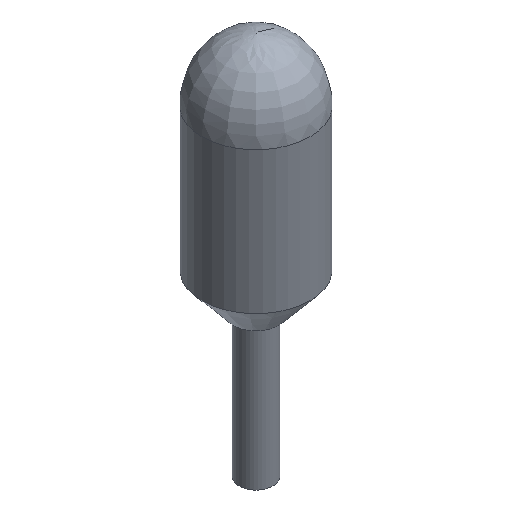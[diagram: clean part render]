
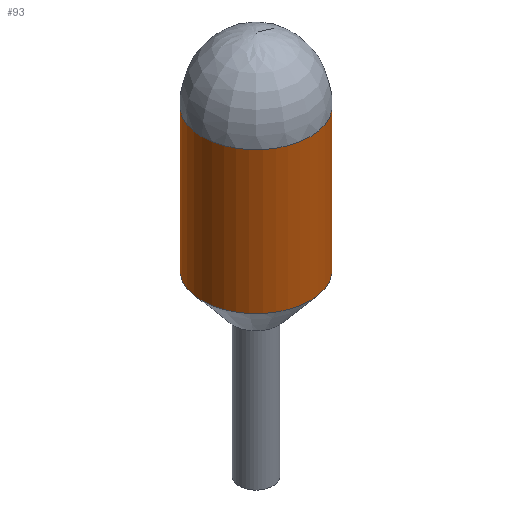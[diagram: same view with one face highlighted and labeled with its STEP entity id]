
A CAD part, isometric view. The second image highlights one B-rep face of the part: STEP entity #93.
In plain terms, the highlighted cylindrical face has radius 19 mm (diameter 38 mm), a full revolution.
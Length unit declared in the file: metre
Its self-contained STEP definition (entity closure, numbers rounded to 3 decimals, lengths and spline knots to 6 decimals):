
#30=ORIENTED_EDGE('',*,*,#38,.F.);
#31=ORIENTED_EDGE('',*,*,#37,.T.);
#37=EDGE_CURVE('',#44,#44,#52,.T.);
#38=EDGE_CURVE('',#46,#46,#53,.T.);
#44=VERTEX_POINT('',#168);
#46=VERTEX_POINT('',#343);
#52=CIRCLE('',#117,0.019);
#53=CIRCLE('',#119,0.019);
#66=EDGE_LOOP('',(#30));
#67=EDGE_LOOP('',(#31));
#81=FACE_BOUND('',#66,.T.);
#82=FACE_BOUND('',#67,.T.);
#85=CYLINDRICAL_SURFACE('',#120,0.019);
#93=ADVANCED_FACE('',(#81,#82),#85,.T.);
#117=AXIS2_PLACEMENT_3D('',#167,#143,#144);
#119=AXIS2_PLACEMENT_3D('',#342,#147,#148);
#120=AXIS2_PLACEMENT_3D('',#344,#149,#150);
#143=DIRECTION('',(0.,0.,1.));
#144=DIRECTION('',(1.,0.,0.));
#147=DIRECTION('',(0.,0.,1.));
#148=DIRECTION('',(1.,0.,0.));
#149=DIRECTION('',(0.,0.,1.));
#150=DIRECTION('',(1.,0.,0.));
#167=CARTESIAN_POINT('',(0.,0.,0.063));
#168=CARTESIAN_POINT('',(0.019,0.,0.063));
#342=CARTESIAN_POINT('',(0.,0.,0.113));
#343=CARTESIAN_POINT('',(0.019,0.,0.113));
#344=CARTESIAN_POINT('',(0.,0.,-0.006073));
